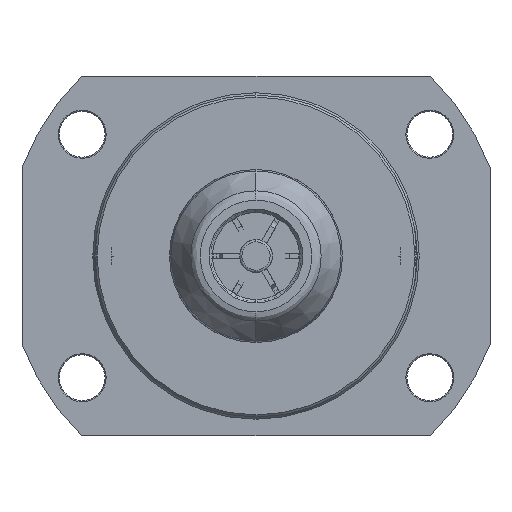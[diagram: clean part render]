
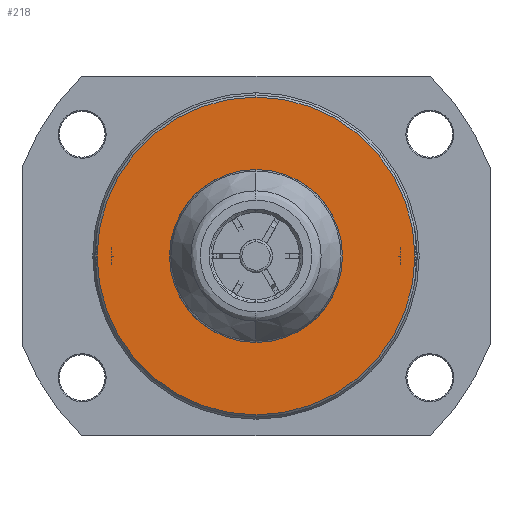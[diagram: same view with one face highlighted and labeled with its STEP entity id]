
A CAD part, left-side view. The second image highlights one B-rep face of the part: STEP entity #218.
In plain terms, the highlighted planar face has unit normal (-1, 0, 0).
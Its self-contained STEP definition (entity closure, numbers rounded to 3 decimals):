
#23 = CARTESIAN_POINT ( 'NONE',  ( -2.7, 0., 0. ) ) ;
#93 = AXIS2_PLACEMENT_3D ( 'NONE', #918, #1003, #942 ) ;
#218 = ADVANCED_FACE ( 'NONE', ( #11629, #11500 ), #3716, .F. ) ;
#918 = CARTESIAN_POINT ( 'NONE',  ( -2.7, 0., 0. ) ) ;
#942 = DIRECTION ( 'NONE',  ( 0., 0., 1. ) ) ;
#1003 = DIRECTION ( 'NONE',  ( -1., 0., 0. ) ) ;
#1363 = CARTESIAN_POINT ( 'NONE',  ( -2.7, 0., -7. ) ) ;
#1834 = AXIS2_PLACEMENT_3D ( 'NONE', #23, #13768, #8740 ) ;
#2033 = DIRECTION ( 'NONE',  ( 1., 0., 0. ) ) ;
#2099 = EDGE_LOOP ( 'NONE', ( #8360, #4463 ) ) ;
#2634 = CIRCLE ( 'NONE', #12286, 14.6 ) ;
#2852 = VERTEX_POINT ( 'NONE', #11948 ) ;
#3272 = EDGE_CURVE ( 'NONE', #10386, #2852, #12509, .T. ) ;
#3370 = AXIS2_PLACEMENT_3D ( 'NONE', #6279, #13965, #7387 ) ;
#3716 = PLANE ( 'NONE',  #1834 ) ;
#3998 = ORIENTED_EDGE ( 'NONE', *, *, #3272, .F. ) ;
#4291 = VERTEX_POINT ( 'NONE', #12013 ) ;
#4463 = ORIENTED_EDGE ( 'NONE', *, *, #9813, .F. ) ;
#4867 = EDGE_LOOP ( 'NONE', ( #4910, #3998 ) ) ;
#4910 = ORIENTED_EDGE ( 'NONE', *, *, #11803, .F. ) ;
#4946 = CARTESIAN_POINT ( 'NONE',  ( -2.7, 0., 14.6 ) ) ;
#5485 = DIRECTION ( 'NONE',  ( 1., 0., 0. ) ) ;
#5495 = CIRCLE ( 'NONE', #3370, 7. ) ;
#5510 = CIRCLE ( 'NONE', #10832, 14.6 ) ;
#6279 = CARTESIAN_POINT ( 'NONE',  ( -2.7, 0., 0. ) ) ;
#6421 = VERTEX_POINT ( 'NONE', #4946 ) ;
#7387 = DIRECTION ( 'NONE',  ( 0., 0., 1. ) ) ;
#8360 = ORIENTED_EDGE ( 'NONE', *, *, #11355, .F. ) ;
#8628 = CARTESIAN_POINT ( 'NONE',  ( -2.7, 0., 0. ) ) ;
#8740 = DIRECTION ( 'NONE',  ( 0., 0., -1. ) ) ;
#9716 = DIRECTION ( 'NONE',  ( 0., 0., -1. ) ) ;
#9813 = EDGE_CURVE ( 'NONE', #6421, #4291, #2634, .T. ) ;
#10386 = VERTEX_POINT ( 'NONE', #1363 ) ;
#10832 = AXIS2_PLACEMENT_3D ( 'NONE', #8628, #2033, #9716 ) ;
#11355 = EDGE_CURVE ( 'NONE', #4291, #6421, #5510, .T. ) ;
#11500 = FACE_OUTER_BOUND ( 'NONE', #2099, .T. ) ;
#11629 = FACE_BOUND ( 'NONE', #4867, .T. ) ;
#11803 = EDGE_CURVE ( 'NONE', #2852, #10386, #5495, .T. ) ;
#11948 = CARTESIAN_POINT ( 'NONE',  ( -2.7, 0., 7. ) ) ;
#12013 = CARTESIAN_POINT ( 'NONE',  ( -2.7, 0., -14.6 ) ) ;
#12066 = CARTESIAN_POINT ( 'NONE',  ( -2.7, 0., 0. ) ) ;
#12286 = AXIS2_PLACEMENT_3D ( 'NONE', #12066, #5485, #13142 ) ;
#12509 = CIRCLE ( 'NONE', #93, 7. ) ;
#13142 = DIRECTION ( 'NONE',  ( 0., 0., -1. ) ) ;
#13768 = DIRECTION ( 'NONE',  ( 1., 0., 0. ) ) ;
#13965 = DIRECTION ( 'NONE',  ( -1., 0., 0. ) ) ;
